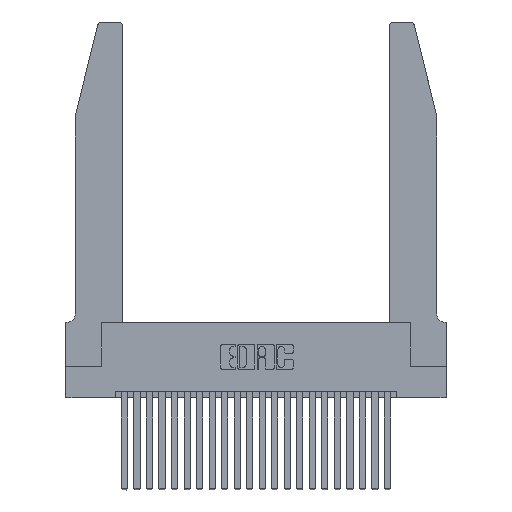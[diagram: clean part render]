
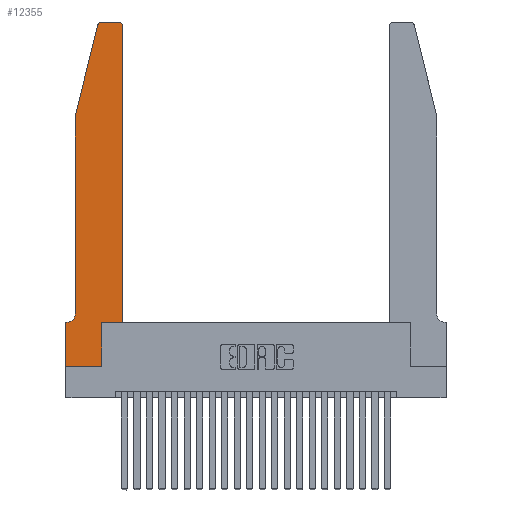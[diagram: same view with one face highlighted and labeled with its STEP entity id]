
A CAD part, top view. The second image highlights one B-rep face of the part: STEP entity #12355.
In plain terms, the highlighted planar face has unit normal (0, 0, 1).
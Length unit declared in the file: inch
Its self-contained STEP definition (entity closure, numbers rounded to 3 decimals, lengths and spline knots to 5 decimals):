
#268 = VERTEX_POINT ( 'NONE', #15624 ) ;
#721 = CARTESIAN_POINT ( 'NONE',  ( 0.0755, 0.42, 0.37 ) ) ;
#773 = ORIENTED_EDGE ( 'NONE', *, *, #11031, .T. ) ;
#1091 = DIRECTION ( 'NONE',  ( 0., 1., 0. ) ) ;
#1188 = DIRECTION ( 'NONE',  ( 0., -1., 0. ) ) ;
#1791 = AXIS2_PLACEMENT_3D ( 'NONE', #18093, #4916, #2658 ) ;
#1942 = EDGE_CURVE ( 'NONE', #19854, #16073, #12075, .T. ) ;
#2049 = EDGE_CURVE ( 'NONE', #6386, #16371, #4055, .T. ) ;
#2316 = LINE ( 'NONE', #7143, #10043 ) ;
#2577 = CARTESIAN_POINT ( 'NONE',  ( 0.2605, 2.75, 0.37 ) ) ;
#2620 = CARTESIAN_POINT ( 'NONE',  ( 0.0055, 0.42, 0.37 ) ) ;
#2658 = DIRECTION ( 'NONE',  ( 1., 0., 0. ) ) ;
#2807 = CARTESIAN_POINT ( 'NONE',  ( 0.25487, 2.72718, 0.37 ) ) ;
#2928 = DIRECTION ( 'NONE',  ( 0., 0., 1. ) ) ;
#3276 = CARTESIAN_POINT ( 'NONE',  ( 0., 0.35, 0.37 ) ) ;
#3393 = AXIS2_PLACEMENT_3D ( 'NONE', #4302, #4377, #14080 ) ;
#3437 = CARTESIAN_POINT ( 'NONE',  ( 0., 0., 0.37 ) ) ;
#3530 = EDGE_CURVE ( 'NONE', #12330, #19854, #11330, .T. ) ;
#3550 = ORIENTED_EDGE ( 'NONE', *, *, #11499, .T. ) ;
#3588 = CIRCLE ( 'NONE', #1791, 0.03 ) ;
#3705 = VECTOR ( 'NONE', #17308, 39.37008 ) ;
#3757 = EDGE_CURVE ( 'NONE', #22753, #15834, #20227, .T. ) ;
#3790 = CARTESIAN_POINT ( 'NONE',  ( 0.0755, 2., 0.37 ) ) ;
#4055 = LINE ( 'NONE', #22697, #23649 ) ;
#4302 = CARTESIAN_POINT ( 'NONE',  ( 0., 0.35, 0.37 ) ) ;
#4377 = DIRECTION ( 'NONE',  ( 0., 0., 1. ) ) ;
#4384 = DIRECTION ( 'NONE',  ( -1., 0., 0. ) ) ;
#4916 = DIRECTION ( 'NONE',  ( 0., 0., 1. ) ) ;
#5245 = LINE ( 'NONE', #3437, #19773 ) ;
#5281 = LINE ( 'NONE', #18487, #6447 ) ;
#5432 = AXIS2_PLACEMENT_3D ( 'NONE', #2620, #13764, #4384 ) ;
#6177 = ORIENTED_EDGE ( 'NONE', *, *, #3530, .T. ) ;
#6246 = ORIENTED_EDGE ( 'NONE', *, *, #14375, .T. ) ;
#6386 = VERTEX_POINT ( 'NONE', #11950 ) ;
#6408 = DIRECTION ( 'NONE',  ( 1., 0., 0. ) ) ;
#6444 = ORIENTED_EDGE ( 'NONE', *, *, #23098, .T. ) ;
#6447 = VECTOR ( 'NONE', #13311, 39.37008 ) ;
#7042 = CARTESIAN_POINT ( 'NONE',  ( 0.4505, 2.72, 0.37 ) ) ;
#7143 = CARTESIAN_POINT ( 'NONE',  ( 0., 0., 0.37 ) ) ;
#7478 = VECTOR ( 'NONE', #18996, 39.37008 ) ;
#7764 = VECTOR ( 'NONE', #1091, 39.37008 ) ;
#8110 = LINE ( 'NONE', #11017, #17902 ) ;
#9824 = ORIENTED_EDGE ( 'NONE', *, *, #2049, .T. ) ;
#9853 = VECTOR ( 'NONE', #17848, 39.37008 ) ;
#10043 = VECTOR ( 'NONE', #13019, 39.37008 ) ;
#10510 = VERTEX_POINT ( 'NONE', #7042 ) ;
#11017 = CARTESIAN_POINT ( 'NONE',  ( 0.0755, 2., 0.37 ) ) ;
#11031 = EDGE_CURVE ( 'NONE', #15834, #268, #2316, .T. ) ;
#11324 = EDGE_LOOP ( 'NONE', ( #6177, #11501, #6444, #15946, #3550, #23487, #773, #23678, #9824, #19086, #6246, #11593 ) ) ;
#11330 = LINE ( 'NONE', #2577, #9853 ) ;
#11499 = EDGE_CURVE ( 'NONE', #12502, #22753, #14781, .T. ) ;
#11501 = ORIENTED_EDGE ( 'NONE', *, *, #1942, .T. ) ;
#11593 = ORIENTED_EDGE ( 'NONE', *, *, #12751, .T. ) ;
#11950 = CARTESIAN_POINT ( 'NONE',  ( 0.2865, 0., 0.37 ) ) ;
#11964 = EDGE_CURVE ( 'NONE', #268, #6386, #5245, .T. ) ;
#12075 = CIRCLE ( 'NONE', #19777, 0.03 ) ;
#12271 = CARTESIAN_POINT ( 'NONE',  ( 0.4505, 0.35, 0.37 ) ) ;
#12330 = VERTEX_POINT ( 'NONE', #15572 ) ;
#12355 = ADVANCED_FACE ( 'NONE', ( #21710 ), #24387, .T. ) ;
#12502 = VERTEX_POINT ( 'NONE', #721 ) ;
#12751 = EDGE_CURVE ( 'NONE', #10510, #12330, #3588, .T. ) ;
#13001 = CARTESIAN_POINT ( 'NONE',  ( 0.0755, 0.35, 0.37 ) ) ;
#13019 = DIRECTION ( 'NONE',  ( 0., -1., 0. ) ) ;
#13309 = EDGE_CURVE ( 'NONE', #18202, #12502, #8110, .T. ) ;
#13311 = DIRECTION ( 'NONE',  ( 1., 0., 0. ) ) ;
#13571 = CARTESIAN_POINT ( 'NONE',  ( 0.0755, 2., 0.37 ) ) ;
#13652 = CARTESIAN_POINT ( 'NONE',  ( 0.4505, 0.35, 0.37 ) ) ;
#13764 = DIRECTION ( 'NONE',  ( 0., 0., -1. ) ) ;
#14080 = DIRECTION ( 'NONE',  ( 1., 0., 0. ) ) ;
#14375 = EDGE_CURVE ( 'NONE', #21365, #10510, #14602, .T. ) ;
#14602 = LINE ( 'NONE', #12271, #7764 ) ;
#14781 = CIRCLE ( 'NONE', #5432, 0.07 ) ;
#15572 = CARTESIAN_POINT ( 'NONE',  ( 0.4205, 2.75, 0.37 ) ) ;
#15624 = CARTESIAN_POINT ( 'NONE',  ( 0., 0., 0.37 ) ) ;
#15636 = CARTESIAN_POINT ( 'NONE',  ( 0.284, 2.72, 0.37 ) ) ;
#15834 = VERTEX_POINT ( 'NONE', #3276 ) ;
#15946 = ORIENTED_EDGE ( 'NONE', *, *, #13309, .T. ) ;
#16073 = VERTEX_POINT ( 'NONE', #2807 ) ;
#16371 = VERTEX_POINT ( 'NONE', #20668 ) ;
#17308 = DIRECTION ( 'NONE',  ( -0.239, -0.971, 0. ) ) ;
#17848 = DIRECTION ( 'NONE',  ( -1., 0., 0. ) ) ;
#17902 = VECTOR ( 'NONE', #1188, 39.37008 ) ;
#18093 = CARTESIAN_POINT ( 'NONE',  ( 0.4205, 2.72, 0.37 ) ) ;
#18202 = VERTEX_POINT ( 'NONE', #3790 ) ;
#18487 = CARTESIAN_POINT ( 'NONE',  ( 0.4505, 0.35, 0.37 ) ) ;
#18996 = DIRECTION ( 'NONE',  ( -1., 0., 0. ) ) ;
#19086 = ORIENTED_EDGE ( 'NONE', *, *, #21208, .T. ) ;
#19773 = VECTOR ( 'NONE', #24197, 39.37008 ) ;
#19777 = AXIS2_PLACEMENT_3D ( 'NONE', #15636, #2928, #6408 ) ;
#19854 = VERTEX_POINT ( 'NONE', #23972 ) ;
#20227 = LINE ( 'NONE', #13001, #7478 ) ;
#20313 = LINE ( 'NONE', #13571, #3705 ) ;
#20668 = CARTESIAN_POINT ( 'NONE',  ( 0.2865, 0.35, 0.37 ) ) ;
#20873 = DIRECTION ( 'NONE',  ( 0., 1., 0. ) ) ;
#21208 = EDGE_CURVE ( 'NONE', #16371, #21365, #5281, .T. ) ;
#21365 = VERTEX_POINT ( 'NONE', #13652 ) ;
#21710 = FACE_OUTER_BOUND ( 'NONE', #11324, .T. ) ;
#21807 = CARTESIAN_POINT ( 'NONE',  ( 0.0055, 0.35, 0.37 ) ) ;
#22697 = CARTESIAN_POINT ( 'NONE',  ( 0.2865, 0.35, 0.37 ) ) ;
#22753 = VERTEX_POINT ( 'NONE', #21807 ) ;
#23098 = EDGE_CURVE ( 'NONE', #16073, #18202, #20313, .T. ) ;
#23487 = ORIENTED_EDGE ( 'NONE', *, *, #3757, .T. ) ;
#23649 = VECTOR ( 'NONE', #20873, 39.37008 ) ;
#23678 = ORIENTED_EDGE ( 'NONE', *, *, #11964, .T. ) ;
#23972 = CARTESIAN_POINT ( 'NONE',  ( 0.284, 2.75, 0.37 ) ) ;
#24197 = DIRECTION ( 'NONE',  ( 1., 0., 0. ) ) ;
#24387 = PLANE ( 'NONE',  #3393 ) ;
